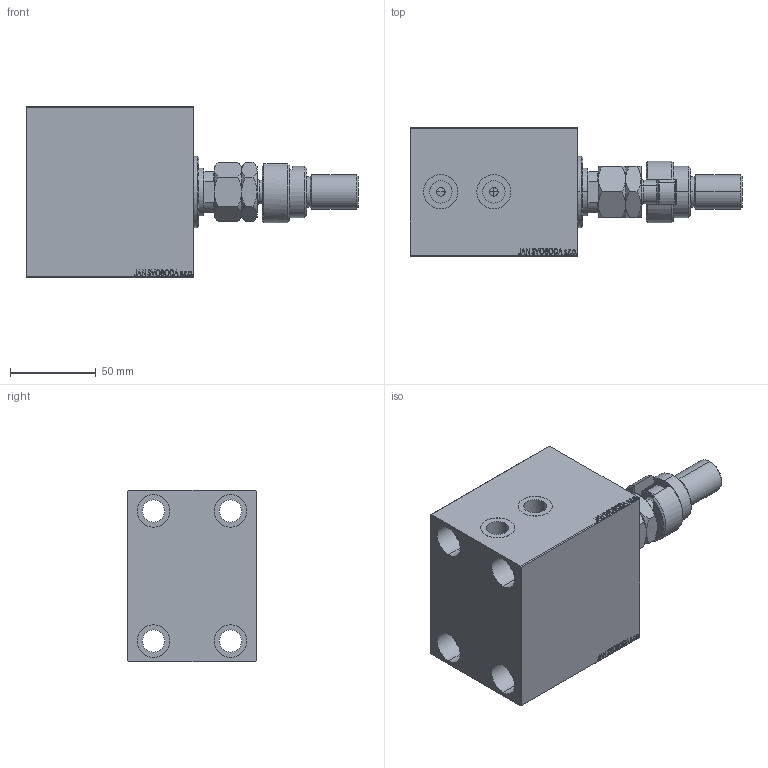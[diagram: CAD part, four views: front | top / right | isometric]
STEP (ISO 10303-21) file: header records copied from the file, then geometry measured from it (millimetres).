
FILE_DESCRIPTION (( 'STEP AP203' ), '1' );
FILE_NAME ('bc96.STEP', '2022-04-17T15:42:28', ( '' ), ( '' ), 'SwSTEP 2.0', 'SolidWorks 2019', '' );
FILE_SCHEMA (( 'CONFIG_CONTROL_DESIGN' ));
Length unit declared in the file: millimetre
Products named in the file (7): V450CP_C 4a3b4fd8d3119b37e1a56bf571c039ac; bc96; MFA 4a3b4fd8d3119b37e1a56bf571c039ac; DFA 4a3b4fd8d3119b37e1a56bf571c039ac; V450CP_B_VCP 4a3b4fd8d3119b37e1a56bf571c039ac; V450CP_VC_B 4a3b4fd8d3119b37e1a56bf571c039ac; FEMALE_PART_FOR_DFA 4a3b4fd8d3119b37e1a56bf571c039ac
Assembly tree (6 placements, depth 3):
  bc96
    V450CP_C 4a3b4fd8d3119b37e1a56bf571c039ac
    DFA 4a3b4fd8d3119b37e1a56bf571c039ac
      FEMALE_PART_FOR_DFA 4a3b4fd8d3119b37e1a56bf571c039ac
      MFA 4a3b4fd8d3119b37e1a56bf571c039ac
    V450CP_B_VCP 4a3b4fd8d3119b37e1a56bf571c039ac
    V450CP_VC_B 4a3b4fd8d3119b37e1a56bf571c039ac
Bounding box: 194 x 75 x 100 mm (x, y, z)
Volume: 705479.1 mm3; surface area: 127638.9 mm2
Topology: 5 solids, 5 shells, 973 faces, 2447 edges, 1603 vertices
Faces by surface type: plane 442, bspline 380, cylinder 89, cone 58, torus 4
Entity records: 47574 total; most frequent: CARTESIAN_POINT 26025, ORIENTED_EDGE 4890, DIRECTION 3057, EDGE_CURVE 2445, VERTEX_POINT 1603, VECTOR 1383, LINE 1383, EDGE_LOOP 1108
